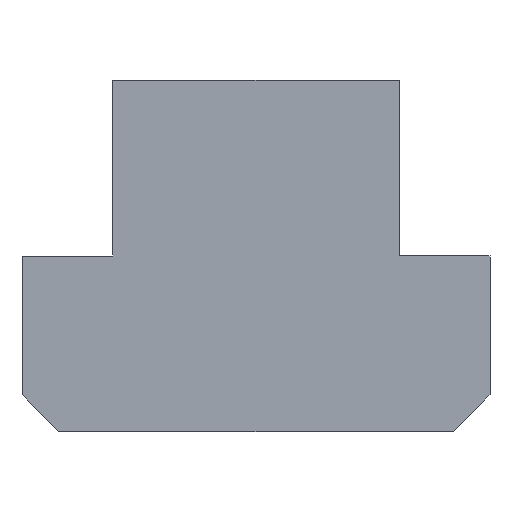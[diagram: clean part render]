
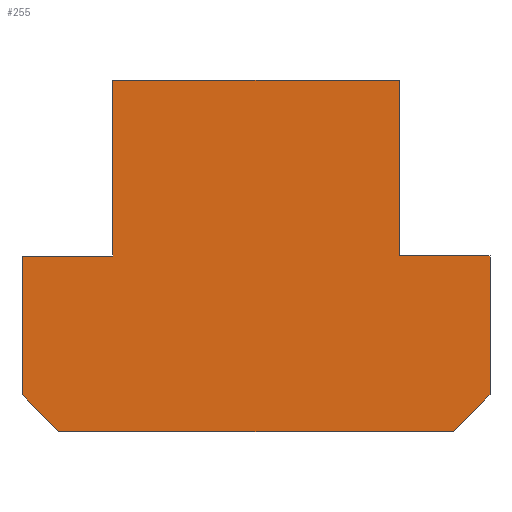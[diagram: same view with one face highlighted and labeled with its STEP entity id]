
A CAD part, front view. The second image highlights one B-rep face of the part: STEP entity #255.
In plain terms, the highlighted planar face has unit normal (0, -1, 0).
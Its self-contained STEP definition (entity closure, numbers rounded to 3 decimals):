
#115=EDGE_CURVE('',#141,#249,#309,.T.);
#133=EDGE_CURVE('',#173,#141,#331,.T.);
#141=VERTEX_POINT('',#340);
#143=VERTEX_POINT('',#342);
#161=VERTEX_POINT('',#362);
#165=EDGE_CURVE('',#143,#173,#367,.T.);
#173=VERTEX_POINT('',#377);
#177=EDGE_CURVE('',#195,#161,#381,.T.);
#189=EDGE_CURVE('',#231,#207,#393,.T.);
#191=EDGE_CURVE('',#161,#143,#395,.T.);
#195=VERTEX_POINT('',#400);
#199=EDGE_CURVE('',#207,#195,#404,.T.);
#207=VERTEX_POINT('',#413);
#209=EDGE_CURVE('',#279,#231,#415,.T.);
#231=VERTEX_POINT('',#440);
#239=EDGE_CURVE('',#249,#275,#448,.T.);
#249=VERTEX_POINT('',#459);
#253=EDGE_CURVE('',#275,#279,#463,.T.);
#255=ADVANCED_FACE('',(#465),#466,.T.);
#275=VERTEX_POINT('',#487);
#279=VERTEX_POINT('',#491);
#309=LINE('',#514,#515);
#331=LINE('',#542,#543);
#340=CARTESIAN_POINT('',(16.0,-32.0,0.));
#342=CARTESIAN_POINT('',(9.8,-32.0,12.0));
#362=CARTESIAN_POINT('',(-9.8,-32.0,12.0));
#367=LINE('',#591,#592);
#377=CARTESIAN_POINT('',(9.8,-32.0,0.));
#381=LINE('',#608,#609);
#393=LINE('',#630,#631);
#395=LINE('',#634,#635);
#400=CARTESIAN_POINT('',(-9.8,-32.0,0.0));
#404=LINE('',#647,#648);
#413=CARTESIAN_POINT('',(-16.0,-32.0,0.0));
#415=LINE('',#662,#663);
#440=CARTESIAN_POINT('',(-16.0,-32.0,-9.5));
#448=LINE('',#708,#709);
#459=CARTESIAN_POINT('',(16.0,-32.0,-9.5));
#463=LINE('',#729,#730);
#465=FACE_OUTER_BOUND('',#732,.T.);
#466=PLANE('',#733);
#487=CARTESIAN_POINT('',(13.5,-32.0,-12.0));
#491=CARTESIAN_POINT('',(-13.5,-32.0,-12.0));
#514=CARTESIAN_POINT('',(16.0,-32.0,-9.5));
#515=VECTOR('',#782,1.0);
#542=CARTESIAN_POINT('',(16.0,-32.0,0.));
#543=VECTOR('',#817,1.0);
#591=CARTESIAN_POINT('',(9.8,-32.0,0.));
#592=VECTOR('',#859,1.0);
#608=CARTESIAN_POINT('',(-9.8,-32.0,12.0));
#609=VECTOR('',#885,1.0);
#630=CARTESIAN_POINT('',(-16.0,-32.0,0.0));
#631=VECTOR('',#895,1.0);
#634=CARTESIAN_POINT('',(9.8,-32.0,12.0));
#635=VECTOR('',#896,1.0);
#647=CARTESIAN_POINT('',(-9.8,-32.0,0.0));
#648=VECTOR('',#906,1.0);
#662=CARTESIAN_POINT('',(-16.0,-32.0,-9.5));
#663=VECTOR('',#917,1.0);
#708=CARTESIAN_POINT('',(13.5,-32.0,-12.0));
#709=VECTOR('',#944,1.0);
#729=CARTESIAN_POINT('',(-13.5,-32.0,-12.0));
#730=VECTOR('',#957,1.0);
#732=EDGE_LOOP('',(#959,#960,#961,#962,#963,#964,#965,#966,#967,#968));
#733=AXIS2_PLACEMENT_3D('',#969,#970,#971);
#782=DIRECTION('',(0.0,0.,-1.0));
#817=DIRECTION('',(1.0,0.0,0.0));
#859=DIRECTION('',(0.0,0.,-1.0));
#885=DIRECTION('',(0.0,0.,1.0));
#895=DIRECTION('',(0.0,0.,1.0));
#896=DIRECTION('',(1.0,0.0,0.0));
#906=DIRECTION('',(1.0,0.0,0.0));
#917=DIRECTION('',(-0.707,0.,0.707));
#944=DIRECTION('',(-0.707,0.,-0.707));
#957=DIRECTION('',(-1.0,0.0,0.0));
#959=ORIENTED_EDGE('',*,*,#239,.F.);
#960=ORIENTED_EDGE('',*,*,#115,.F.);
#961=ORIENTED_EDGE('',*,*,#133,.F.);
#962=ORIENTED_EDGE('',*,*,#165,.F.);
#963=ORIENTED_EDGE('',*,*,#191,.F.);
#964=ORIENTED_EDGE('',*,*,#177,.F.);
#965=ORIENTED_EDGE('',*,*,#199,.F.);
#966=ORIENTED_EDGE('',*,*,#189,.F.);
#967=ORIENTED_EDGE('',*,*,#209,.F.);
#968=ORIENTED_EDGE('',*,*,#253,.F.);
#969=CARTESIAN_POINT('',(0.,-32.0,-1.018));
#970=DIRECTION('',(0.0,-1.0,0.));
#971=DIRECTION('',(1.0,0.0,0.0));
